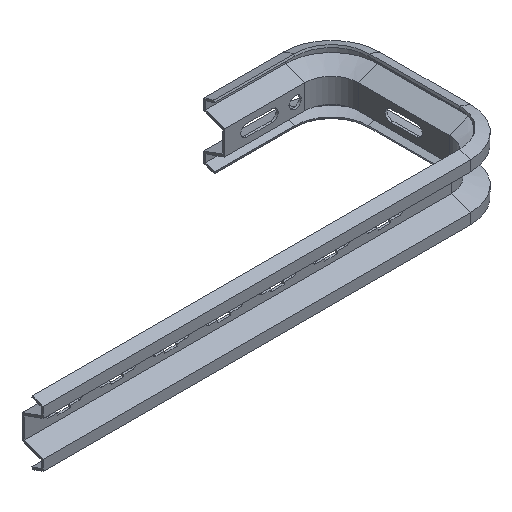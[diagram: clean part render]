
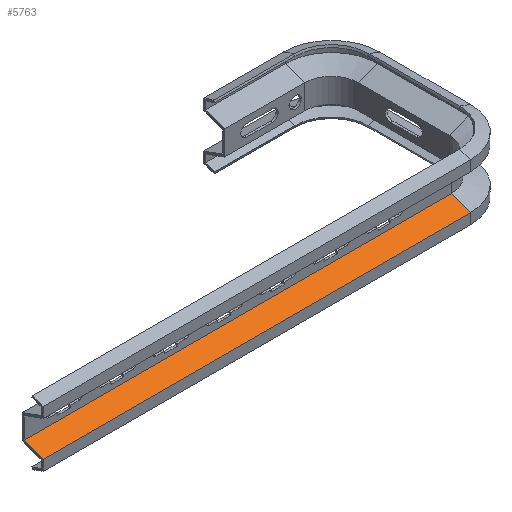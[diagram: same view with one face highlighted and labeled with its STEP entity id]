
A CAD part, isometric view. The second image highlights one B-rep face of the part: STEP entity #5763.
In plain terms, the highlighted planar face has unit normal (0, -0.342, 0.94).
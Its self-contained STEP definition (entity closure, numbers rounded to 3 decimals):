
#322 = AXIS2_PLACEMENT_3D ( 'NONE', #4659, #6086, #1757 ) ;
#363 = VERTEX_POINT ( 'NONE', #2659 ) ;
#490 = CARTESIAN_POINT ( 'NONE',  ( 0., -17.368, -15.594 ) ) ;
#492 = ORIENTED_EDGE ( 'NONE', *, *, #1753, .F. ) ;
#640 = DIRECTION ( 'NONE',  ( 1., 0., 0. ) ) ;
#717 = VECTOR ( 'NONE', #640, 1000. ) ;
#744 = DIRECTION ( 'NONE',  ( 0., 0.94, 0.342 ) ) ;
#828 = VECTOR ( 'NONE', #5723, 1000. ) ;
#1216 = EDGE_LOOP ( 'NONE', ( #4251, #5914, #1548, #1283, #492, #3750 ) ) ;
#1259 = EDGE_CURVE ( 'NONE', #3334, #363, #2263, .T. ) ;
#1260 = VERTEX_POINT ( 'NONE', #4769 ) ;
#1283 = ORIENTED_EDGE ( 'NONE', *, *, #4312, .F. ) ;
#1284 = VECTOR ( 'NONE', #1482, 1000. ) ;
#1482 = DIRECTION ( 'NONE',  ( 1., 0., 0. ) ) ;
#1545 = CARTESIAN_POINT ( 'NONE',  ( 0., -20., -16.551 ) ) ;
#1548 = ORIENTED_EDGE ( 'NONE', *, *, #3508, .T. ) ;
#1753 = EDGE_CURVE ( 'NONE', #5858, #1260, #5093, .T. ) ;
#1757 = DIRECTION ( 'NONE',  ( 0., -0.94, -0.342 ) ) ;
#1788 = VECTOR ( 'NONE', #3987, 1000. ) ;
#1802 = CARTESIAN_POINT ( 'NONE',  ( 0., -2., -10. ) ) ;
#2263 = LINE ( 'NONE', #5204, #828 ) ;
#2286 = CARTESIAN_POINT ( 'NONE',  ( 0., -2., -10. ) ) ;
#2302 = EDGE_CURVE ( 'NONE', #5405, #3334, #5042, .T. ) ;
#2387 = LINE ( 'NONE', #3628, #6048 ) ;
#2659 = CARTESIAN_POINT ( 'NONE',  ( 0., -20., -16.551 ) ) ;
#2882 = CARTESIAN_POINT ( 'NONE',  ( 0., -3.316, -10.479 ) ) ;
#2985 = CARTESIAN_POINT ( 'NONE',  ( 400., -2., -10. ) ) ;
#3047 = LINE ( 'NONE', #2985, #1788 ) ;
#3092 = VECTOR ( 'NONE', #4138, 1000. ) ;
#3334 = VERTEX_POINT ( 'NONE', #490 ) ;
#3508 = EDGE_CURVE ( 'NONE', #363, #5704, #4255, .T. ) ;
#3628 = CARTESIAN_POINT ( 'NONE',  ( 0., -2., -10. ) ) ;
#3648 = CARTESIAN_POINT ( 'NONE',  ( 400., -20., -16.551 ) ) ;
#3750 = ORIENTED_EDGE ( 'NONE', *, *, #5679, .F. ) ;
#3987 = DIRECTION ( 'NONE',  ( 0., -0.94, -0.342 ) ) ;
#4138 = DIRECTION ( 'NONE',  ( 0., -0.94, -0.342 ) ) ;
#4152 = PLANE ( 'NONE',  #322 ) ;
#4251 = ORIENTED_EDGE ( 'NONE', *, *, #2302, .T. ) ;
#4255 = LINE ( 'NONE', #1545, #717 ) ;
#4312 = EDGE_CURVE ( 'NONE', #1260, #5704, #3047, .T. ) ;
#4423 = FACE_OUTER_BOUND ( 'NONE', #1216, .T. ) ;
#4659 = CARTESIAN_POINT ( 'NONE',  ( 0., -2., -10. ) ) ;
#4769 = CARTESIAN_POINT ( 'NONE',  ( 400., -2., -10. ) ) ;
#5042 = LINE ( 'NONE', #1802, #3092 ) ;
#5093 = LINE ( 'NONE', #5214, #1284 ) ;
#5204 = CARTESIAN_POINT ( 'NONE',  ( 0., -17.368, -15.594 ) ) ;
#5214 = CARTESIAN_POINT ( 'NONE',  ( 0., -2., -10. ) ) ;
#5405 = VERTEX_POINT ( 'NONE', #2882 ) ;
#5679 = EDGE_CURVE ( 'NONE', #5405, #5858, #2387, .T. ) ;
#5704 = VERTEX_POINT ( 'NONE', #3648 ) ;
#5723 = DIRECTION ( 'NONE',  ( 0., -0.94, -0.342 ) ) ;
#5763 = ADVANCED_FACE ( 'NONE', ( #4423 ), #4152, .T. ) ;
#5858 = VERTEX_POINT ( 'NONE', #2286 ) ;
#5914 = ORIENTED_EDGE ( 'NONE', *, *, #1259, .T. ) ;
#6048 = VECTOR ( 'NONE', #744, 1000. ) ;
#6086 = DIRECTION ( 'NONE',  ( 0., -0.342, 0.94 ) ) ;
